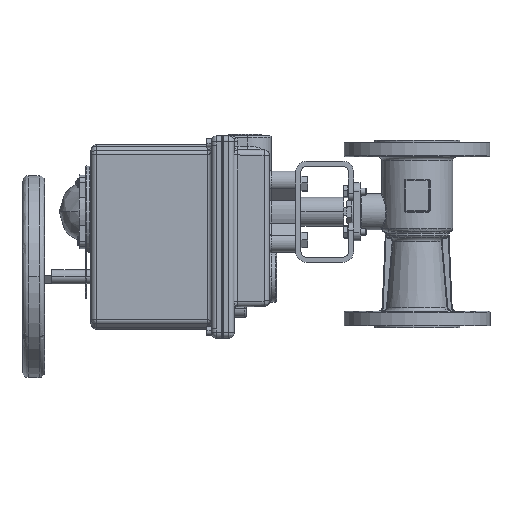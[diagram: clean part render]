
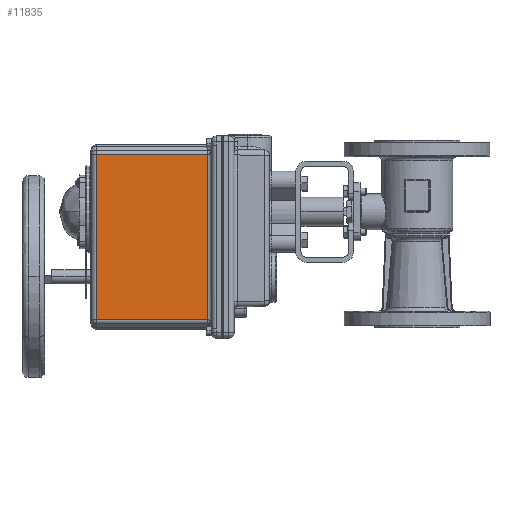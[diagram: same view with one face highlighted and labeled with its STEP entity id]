
A CAD part, left-side view. The second image highlights one B-rep face of the part: STEP entity #11835.
In plain terms, the highlighted planar face has unit normal (-1, 0, 0).
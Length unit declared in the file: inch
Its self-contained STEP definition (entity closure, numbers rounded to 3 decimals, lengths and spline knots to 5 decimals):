
#4468 = VECTOR ( 'NONE', #6031, 39.37008 ) ;
#6031 = DIRECTION ( 'NONE',  ( 0., 0., 1. ) ) ;
#6392 = VERTEX_POINT ( 'NONE', #31965 ) ;
#8825 = CARTESIAN_POINT ( 'NONE',  ( -2.065, 11.2895, -3.73733 ) ) ;
#9004 = VERTEX_POINT ( 'NONE', #17956 ) ;
#9814 = ORIENTED_EDGE ( 'NONE', *, *, #35682, .F. ) ;
#11340 = VERTEX_POINT ( 'NONE', #27073 ) ;
#11835 = ADVANCED_FACE ( 'NONE', ( #42983 ), #12854, .F. ) ;
#12126 = LINE ( 'NONE', #39462, #37913 ) ;
#12854 = PLANE ( 'NONE',  #38808 ) ;
#13476 = LINE ( 'NONE', #19517, #4468 ) ;
#15230 = ORIENTED_EDGE ( 'NONE', *, *, #21352, .F. ) ;
#15534 = VECTOR ( 'NONE', #29016, 39.37008 ) ;
#15905 = EDGE_CURVE ( 'NONE', #9004, #19761, #16591, .T. ) ;
#16248 = DIRECTION ( 'NONE',  ( 0., 0., -1. ) ) ;
#16591 = LINE ( 'NONE', #8825, #15534 ) ;
#17956 = CARTESIAN_POINT ( 'NONE',  ( -2.065, 7.2595, -3.73733 ) ) ;
#19043 = DIRECTION ( 'NONE',  ( 0., -1., 0. ) ) ;
#19517 = CARTESIAN_POINT ( 'NONE',  ( -2.065, 7.2595, 2.315 ) ) ;
#19761 = VERTEX_POINT ( 'NONE', #27681 ) ;
#20225 = LINE ( 'NONE', #23995, #36995 ) ;
#20740 = EDGE_LOOP ( 'NONE', ( #15230, #9814, #26374, #21225 ) ) ;
#21225 = ORIENTED_EDGE ( 'NONE', *, *, #33448, .T. ) ;
#21352 = EDGE_CURVE ( 'NONE', #6392, #11340, #12126, .T. ) ;
#22877 = CARTESIAN_POINT ( 'NONE',  ( -2.065, 11.2895, 2.315 ) ) ;
#23995 = CARTESIAN_POINT ( 'NONE',  ( -2.065, 11.102, 2.315 ) ) ;
#26374 = ORIENTED_EDGE ( 'NONE', *, *, #15905, .F. ) ;
#27073 = CARTESIAN_POINT ( 'NONE',  ( -2.065, 7.2595, 1.98733 ) ) ;
#27512 = DIRECTION ( 'NONE',  ( 0., 0., 1. ) ) ;
#27681 = CARTESIAN_POINT ( 'NONE',  ( -2.065, 11.102, -3.73733 ) ) ;
#29016 = DIRECTION ( 'NONE',  ( 0., 1., 0. ) ) ;
#31965 = CARTESIAN_POINT ( 'NONE',  ( -2.065, 11.102, 1.98733 ) ) ;
#33448 = EDGE_CURVE ( 'NONE', #9004, #11340, #13476, .T. ) ;
#35682 = EDGE_CURVE ( 'NONE', #19761, #6392, #20225, .T. ) ;
#36369 = DIRECTION ( 'NONE',  ( 1., 0., 0. ) ) ;
#36995 = VECTOR ( 'NONE', #27512, 39.37008 ) ;
#37913 = VECTOR ( 'NONE', #19043, 39.37008 ) ;
#38808 = AXIS2_PLACEMENT_3D ( 'NONE', #22877, #36369, #16248 ) ;
#39462 = CARTESIAN_POINT ( 'NONE',  ( -2.065, 11.2895, 1.98733 ) ) ;
#42983 = FACE_OUTER_BOUND ( 'NONE', #20740, .T. ) ;
